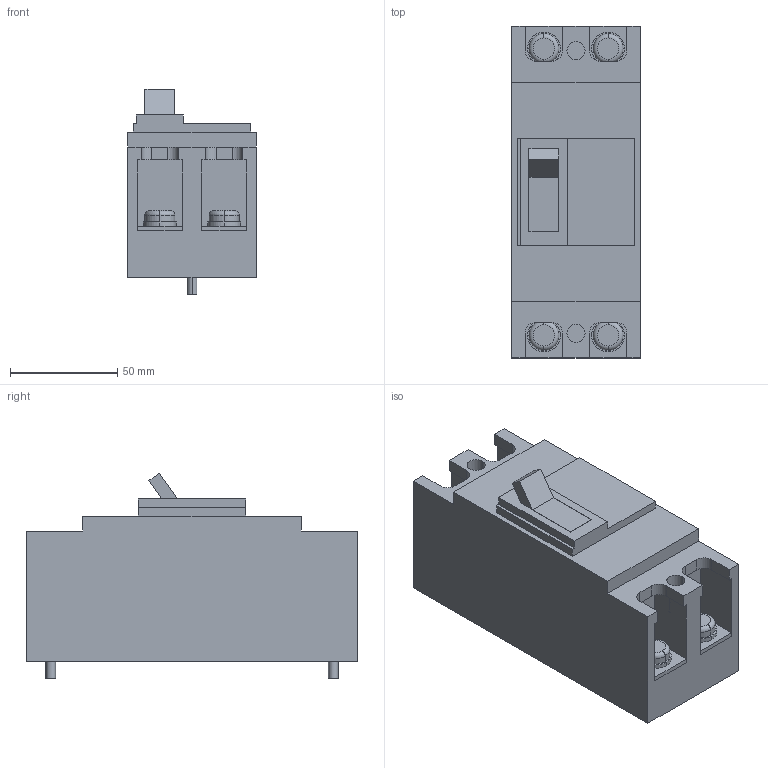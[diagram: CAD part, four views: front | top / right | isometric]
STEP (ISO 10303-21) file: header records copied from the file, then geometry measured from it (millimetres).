
FILE_DESCRIPTION(('CoCreate Modeling STEP Export'),'2;1');
FILE_NAME('Ｓ１００ＮＦ２Ｆ.stp','2016-03-31T11:48:26',(''),(''),'CoCreate Modeling STEP processor for AP214 (Solid Model)','CoCreate Modeling 17.0 01-Apr-2010 (C) Parametric Technology GmbH','');
FILE_SCHEMA(('AUTOMOTIVE_DESIGN { 1 0 10303 214 1 1 1 1 }'));
Length unit declared in the file: millimetre
Products named in the file (12): p4.2; p3.3; p3.2; p3; p2.1; p3.1; p4.1; p4.3; p1; p2; p4; Ｓ１００ＮＦ２Ｆ
Assembly tree (11 placements, depth 2):
  Ｓ１００ＮＦ２Ｆ
    p4
    p2
    p1
    p4.3
    p4.1
    p3.1
    p2.1
    p3
    p3.2
    p3.3
    p4.2
Bounding box: 60 x 155 x 96 mm (x, y, z)
Volume: 566503.2 mm3; surface area: 70336.8 mm2
Topology: 11 solids, 11 shells, 184 faces, 422 edges, 278 vertices
Faces by surface type: plane 112, cylinder 64, torus 8
Entity records: 5054 total; most frequent: ORIENTED_EDGE 844, CARTESIAN_POINT 781, DIRECTION 738, EDGE_CURVE 422, VERTEX_POINT 278, VECTOR 268, LINE 268, AXIS2_PLACEMENT_3D 235
